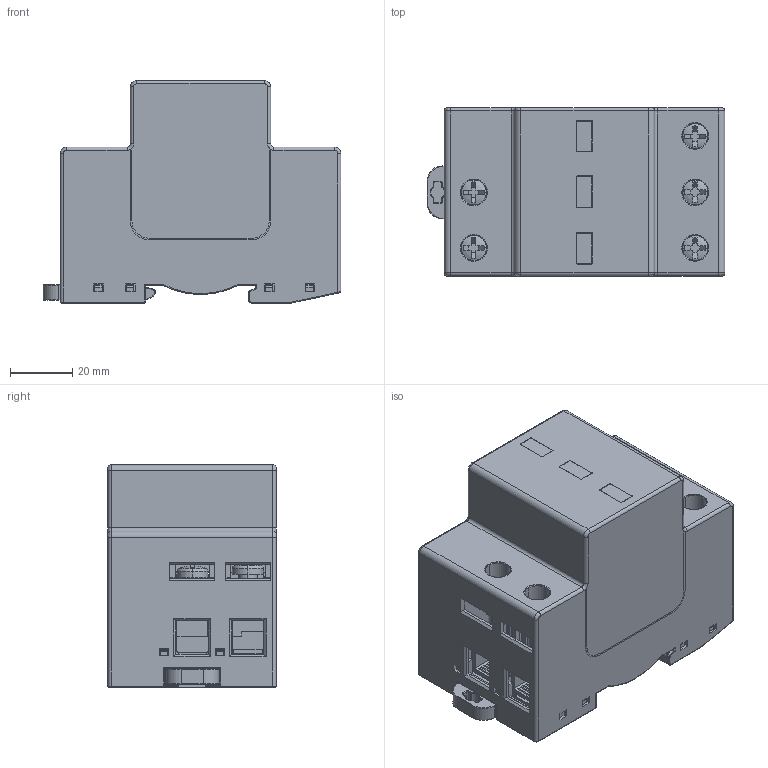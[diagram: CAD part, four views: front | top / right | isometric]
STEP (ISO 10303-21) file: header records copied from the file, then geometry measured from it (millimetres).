
FILE_DESCRIPTION((''),'2;1');
FILE_NAME('560015_PROBLOC_B_375_3P0_150_ASM','2019-08-12T14:36:36',('Sebastjan.kamensek'),('Audax d.o.o.'),'CREO PARAMETRIC BY PTC INC, 2017260','CREO PARAMETRIC BY PTC INC, 2017260','');
FILE_SCHEMA(('AP242_MANAGED_MODEL_BASED_3D_ENGINEERING_MIM_LF { 1 0 10303 442 1 1 4 }'));
Products named in the file (15): LECKA_BUHTEL; 560000114_NOSILEC_KONT_125KA_L; ODKL_KONT_125KA_L_SES_ASM; 560000113_ODK_125_1TE_L_SES__ASM; 5620_125_SKLOP_PRBLB_125KA_L_ASM; 560000116_NOSILEC_KONT_125_D_; 521000502_VIJAK_M6X12; 505-500-140-NOSILEC-KABLA_8_N; 560000115_ODKL_125_1TE_D_SES_V_ASM; 5620_125_SKLOP_PRBLB_125KA_D_ASM; 560000002_PRBLB_PODN_3TE_3P0; ZASKOCKA_PLASTICNA_V11; VZMET_VSKOCKE; 560000014_PRBLB_POKROV_3TE_FLAT; 560015_PROBLOC_B_375_3P0_150_ASM
Assembly tree (25 placements, depth 5):
  560015_PROBLOC_B_375_3P0_150_ASM
    LECKA_BUHTEL  x3
    5620_125_SKLOP_PRBLB_125KA_L_ASM
      560000113_ODK_125_1TE_L_SES__ASM
        ODKL_KONT_125KA_L_SES_ASM
          560000114_NOSILEC_KONT_125KA_L
    5620_125_SKLOP_PRBLB_125KA_D_ASM  x2
      560000115_ODKL_125_1TE_D_SES_V_ASM
        560000116_NOSILEC_KONT_125_D_
        521000502_VIJAK_M6X12
        505-500-140-NOSILEC-KABLA_8_N
    560000002_PRBLB_PODN_3TE_3P0
    521000502_VIJAK_M6X12  x3
    505-500-140-NOSILEC-KABLA_8_N  x5
    ZASKOCKA_PLASTICNA_V11
    VZMET_VSKOCKE
    560000014_PRBLB_POKROV_3TE_FLAT
Bounding box: 95.5 x 53.9 x 71.39 mm (x, y, z)
Volume: 83888.9 mm3; surface area: 110877.3 mm2
Topology: 22 solids, 22 shells, 3498 faces, 8868 edges, 5310 vertices
Faces by surface type: plane 2080, cylinder 941, torus 190, sphere 167, bspline 57, cone 55, extrusion 8
Entity records: 105138 total; most frequent: CARTESIAN_POINT 21490, DIRECTION 13286, ORIENTED_EDGE 13092, PRESENTATION_STYLE_ASSIGNMENT 6555, STYLED_ITEM 6555, CURVE_STYLE 6546, EDGE_CURVE 6546, AXIS2_PLACEMENT_3D 4431
